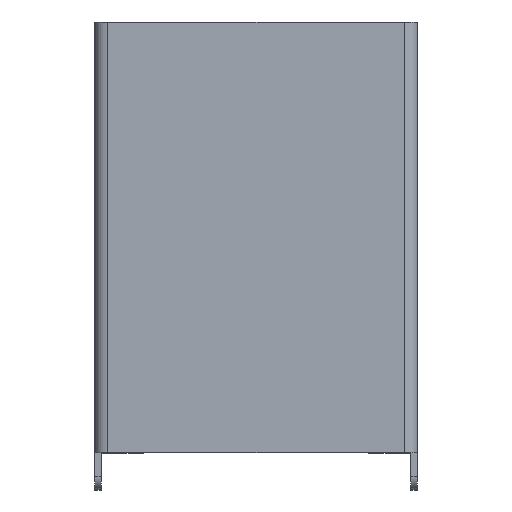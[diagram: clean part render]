
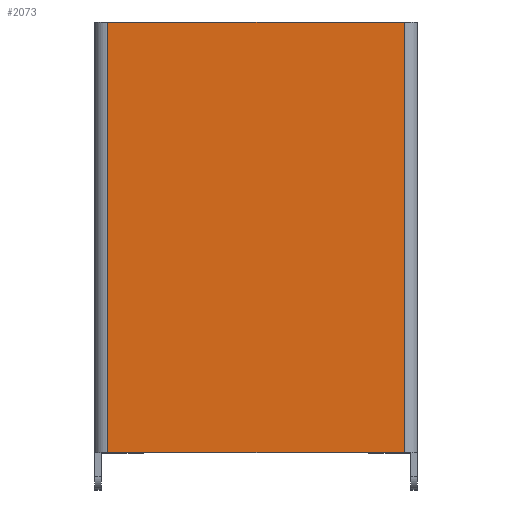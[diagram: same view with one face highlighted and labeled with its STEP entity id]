
A CAD part, top view. The second image highlights one B-rep face of the part: STEP entity #2073.
In plain terms, the highlighted planar face has unit normal (0, 0, 1).
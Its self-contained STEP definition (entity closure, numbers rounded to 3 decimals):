
#78=PLANE('',#2278);
#185=FACE_OUTER_BOUND('',#308,.T.);
#308=EDGE_LOOP('',(#1843,#1844,#1845,#1846));
#525=LINE('',#3475,#736);
#526=LINE('',#3478,#737);
#527=LINE('',#3480,#738);
#528=LINE('',#3481,#739);
#736=VECTOR('',#2843,10.);
#737=VECTOR('',#2846,10.);
#738=VECTOR('',#2847,10.);
#739=VECTOR('',#2848,10.);
#1025=VERTEX_POINT('',#3471);
#1026=VERTEX_POINT('',#3473);
#1027=VERTEX_POINT('',#3477);
#1028=VERTEX_POINT('',#3479);
#1305=EDGE_CURVE('',#1026,#1025,#525,.T.);
#1306=EDGE_CURVE('',#1027,#1026,#526,.T.);
#1307=EDGE_CURVE('',#1028,#1027,#527,.T.);
#1308=EDGE_CURVE('',#1025,#1028,#528,.T.);
#1843=ORIENTED_EDGE('',*,*,#1305,.F.);
#1844=ORIENTED_EDGE('',*,*,#1306,.F.);
#1845=ORIENTED_EDGE('',*,*,#1307,.F.);
#1846=ORIENTED_EDGE('',*,*,#1308,.F.);
#2073=ADVANCED_FACE('',(#185),#78,.T.);
#2278=AXIS2_PLACEMENT_3D('',#3476,#2844,#2845);
#2843=DIRECTION('',(0.,-1.,0.));
#2844=DIRECTION('center_axis',(0.,0.,1.));
#2845=DIRECTION('ref_axis',(-1.,0.,0.));
#2846=DIRECTION('',(1.,0.,0.));
#2847=DIRECTION('',(0.,1.,0.));
#2848=DIRECTION('',(-1.,0.,0.));
#3471=CARTESIAN_POINT('',(163.7,367.,79.));
#3473=CARTESIAN_POINT('',(163.7,470.,79.));
#3475=CARTESIAN_POINT('',(163.7,470.,79.));
#3476=CARTESIAN_POINT('Origin',(165.3,470.,79.));
#3477=CARTESIAN_POINT('',(92.85,470.,79.));
#3478=CARTESIAN_POINT('',(91.25,470.,79.));
#3479=CARTESIAN_POINT('',(92.85,367.,79.));
#3480=CARTESIAN_POINT('',(92.85,470.,79.));
#3481=CARTESIAN_POINT('',(91.25,367.,79.));
